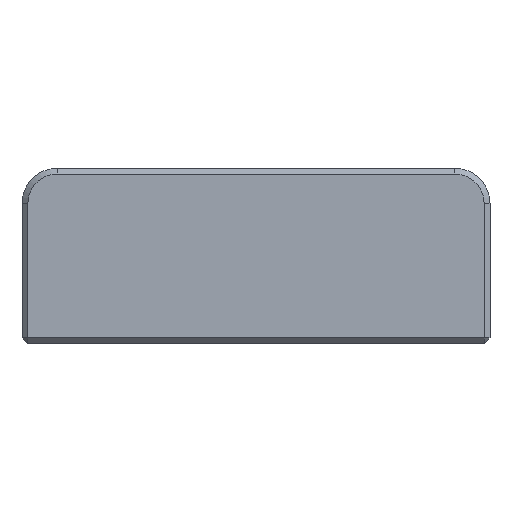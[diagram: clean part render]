
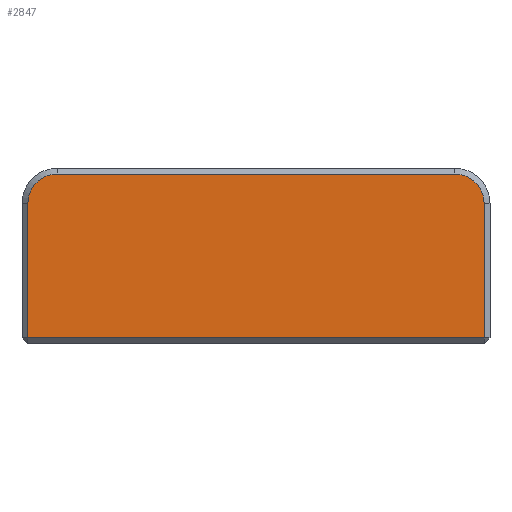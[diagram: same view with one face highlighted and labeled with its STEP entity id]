
A CAD part, front view. The second image highlights one B-rep face of the part: STEP entity #2847.
In plain terms, the highlighted planar face has unit normal (0, -1, 0).
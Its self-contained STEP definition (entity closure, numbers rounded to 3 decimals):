
#100=PLANE('',#3089);
#295=FACE_OUTER_BOUND('',#486,.T.);
#486=EDGE_LOOP('',(#2402,#2403,#2404,#2405,#2406,#2407));
#644=LINE('',#4195,#996);
#793=LINE('',#4527,#1145);
#813=LINE('',#4566,#1165);
#816=LINE('',#4573,#1168);
#996=VECTOR('',#3374,10.);
#1145=VECTOR('',#3655,10.);
#1165=VECTOR('',#3703,10.);
#1168=VECTOR('',#3712,10.);
#1297=CIRCLE('',#3003,2.5);
#1312=CIRCLE('',#3086,2.5);
#1374=VERTEX_POINT('',#4148);
#1380=VERTEX_POINT('',#4189);
#1381=VERTEX_POINT('',#4191);
#1495=VERTEX_POINT('',#4522);
#1500=VERTEX_POINT('',#4565);
#1501=VERTEX_POINT('',#4569);
#1629=EDGE_CURVE('',#1381,#1380,#1297,.T.);
#1631=EDGE_CURVE('',#1380,#1374,#644,.T.);
#1796=EDGE_CURVE('',#1495,#1374,#793,.T.);
#1816=EDGE_CURVE('',#1500,#1381,#813,.T.);
#1819=EDGE_CURVE('',#1500,#1501,#1312,.T.);
#1820=EDGE_CURVE('',#1501,#1495,#816,.T.);
#2402=ORIENTED_EDGE('',*,*,#1796,.F.);
#2403=ORIENTED_EDGE('',*,*,#1820,.F.);
#2404=ORIENTED_EDGE('',*,*,#1819,.F.);
#2405=ORIENTED_EDGE('',*,*,#1816,.T.);
#2406=ORIENTED_EDGE('',*,*,#1629,.T.);
#2407=ORIENTED_EDGE('',*,*,#1631,.T.);
#2847=ADVANCED_FACE('',(#295),#100,.T.);
#3003=AXIS2_PLACEMENT_3D('',#4192,#3369,#3370);
#3086=AXIS2_PLACEMENT_3D('',#4571,#3708,#3709);
#3089=AXIS2_PLACEMENT_3D('',#4576,#3716,#3717);
#3369=DIRECTION('center_axis',(0.,-1.,0.));
#3370=DIRECTION('ref_axis',(-0.707,0.,0.707));
#3374=DIRECTION('',(0.,0.,-1.));
#3655=DIRECTION('',(-1.,0.,0.));
#3703=DIRECTION('',(-1.,0.,0.));
#3708=DIRECTION('center_axis',(0.,1.,0.));
#3709=DIRECTION('ref_axis',(0.707,0.,0.707));
#3712=DIRECTION('',(0.,0.,-1.));
#3716=DIRECTION('center_axis',(0.,-1.,0.));
#3717=DIRECTION('ref_axis',(0.,0.,-1.));
#4148=CARTESIAN_POINT('',(-19.5,-25.,0.5));
#4189=CARTESIAN_POINT('',(-19.5,-25.,12.));
#4191=CARTESIAN_POINT('',(-17.,-25.,14.5));
#4192=CARTESIAN_POINT('Origin',(-17.,-25.,12.));
#4195=CARTESIAN_POINT('',(-19.5,-25.,11.25));
#4522=CARTESIAN_POINT('',(19.5,-25.,0.5));
#4527=CARTESIAN_POINT('',(0.,-25.,0.5));
#4565=CARTESIAN_POINT('',(17.,-25.,14.5));
#4566=CARTESIAN_POINT('',(0.,-25.,14.5));
#4569=CARTESIAN_POINT('',(19.5,-25.,12.));
#4571=CARTESIAN_POINT('Origin',(17.,-25.,12.));
#4573=CARTESIAN_POINT('',(19.5,-25.,11.25));
#4576=CARTESIAN_POINT('Origin',(0.,-25.,15.));
